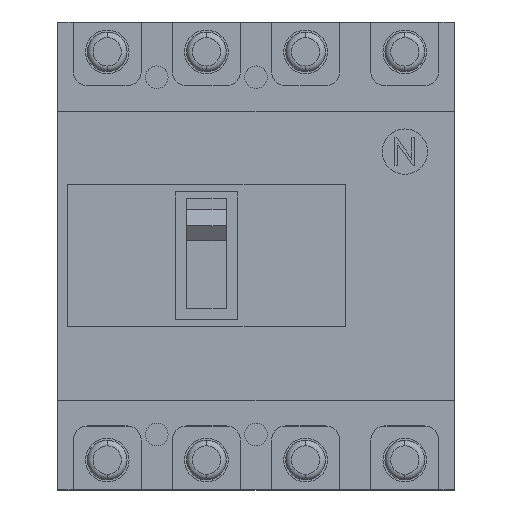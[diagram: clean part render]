
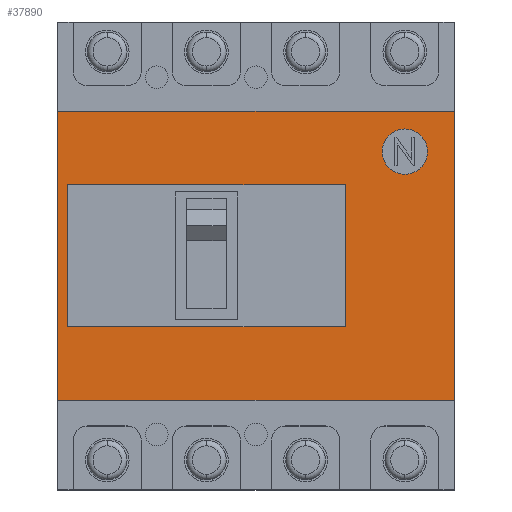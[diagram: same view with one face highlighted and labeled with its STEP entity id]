
A CAD part, top view. The second image highlights one B-rep face of the part: STEP entity #37890.
In plain terms, the highlighted planar face has unit normal (0, 0, 1).
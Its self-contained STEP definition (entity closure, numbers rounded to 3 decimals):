
#10120=CARTESIAN_POINT('',(-4178.,1809.5,-27.));
#10130=VERTEX_POINT('',#10120);
#10160=CARTESIAN_POINT('',(-4178.,0.,-27.));
#10170=DIRECTION('',(0.,-1.,0.));
#10180=VECTOR('',#10170,1.);
#10190=LINE('',#10160,#10180);
#10200=CARTESIAN_POINT('',(-4178.,1911.5,-27.));
#10210=VERTEX_POINT('',#10200);
#10220=EDGE_CURVE('',#10210,#10130,#10190,.T.);
#12440=CARTESIAN_POINT('',(-4318.,1911.5,-27.));
#12450=VERTEX_POINT('',#12440);
#12480=CARTESIAN_POINT('',(-4318.,0.,-27.));
#12490=DIRECTION('',(0.,-1.,0.));
#12500=VECTOR('',#12490,1.);
#12510=LINE('',#12480,#12500);
#12520=CARTESIAN_POINT('',(-4318.,1809.5,-27.));
#12530=VERTEX_POINT('',#12520);
#12540=EDGE_CURVE('',#12450,#12530,#12510,.T.);
#15990=CARTESIAN_POINT('',(0.,1809.5,-27.));
#16000=DIRECTION('',(-1.,0.,0.));
#16010=VECTOR('',#16000,1.);
#16020=LINE('',#15990,#16010);
#16030=EDGE_CURVE('',#10130,#12530,#16020,.T.);
#17170=CARTESIAN_POINT('',(0.,1911.5,-27.));
#17180=DIRECTION('',(1.,0.,0.));
#17190=VECTOR('',#17180,1.);
#17200=LINE('',#17170,#17190);
#17210=EDGE_CURVE('',#12450,#10210,#17200,.T.);
#22730=CARTESIAN_POINT('',(-4314.5,1885.5,-27.));
#22740=VERTEX_POINT('',#22730);
#22890=CARTESIAN_POINT('',(-4314.5,1835.5,-27.));
#22900=VERTEX_POINT('',#22890);
#22930=CARTESIAN_POINT('',(-4314.5,0.,-27.));
#22940=DIRECTION('',(0.,1.,0.));
#22950=VECTOR('',#22940,1.);
#22960=LINE('',#22930,#22950);
#22970=EDGE_CURVE('',#22900,#22740,#22960,.T.);
#23200=CARTESIAN_POINT('',(-4216.5,1835.5,-27.));
#23210=VERTEX_POINT('',#23200);
#23240=CARTESIAN_POINT('',(0.,1835.5,-27.));
#23250=DIRECTION('',(-1.,0.,0.));
#23260=VECTOR('',#23250,1.);
#23270=LINE('',#23240,#23260);
#23280=EDGE_CURVE('',#23210,#22900,#23270,.T.);
#23510=CARTESIAN_POINT('',(-4216.5,1885.5,-27.));
#23520=VERTEX_POINT('',#23510);
#23550=CARTESIAN_POINT('',(-4216.5,0.,-27.));
#23560=DIRECTION('',(0.,-1.,0.));
#23570=VECTOR('',#23560,1.);
#23580=LINE('',#23550,#23570);
#23590=EDGE_CURVE('',#23520,#23210,#23580,.T.);
#23770=CARTESIAN_POINT('',(0.,1885.5,-27.));
#23780=DIRECTION('',(1.,0.,0.));
#23790=VECTOR('',#23780,1.);
#23800=LINE('',#23770,#23790);
#23810=EDGE_CURVE('',#22740,#23520,#23800,.T.);
#37570=CARTESIAN_POINT('',(-4178.,1911.5,-27.));
#37580=DIRECTION('',(0.,0.,1.));
#37590=DIRECTION('',(0.,1.,0.));
#37600=AXIS2_PLACEMENT_3D('',#37570,#37580,#37590);
#37610=PLANE('',#37600);
#37620=ORIENTED_EDGE('',*,*,#16030,.F.);
#37630=ORIENTED_EDGE('',*,*,#12540,.T.);
#37640=ORIENTED_EDGE('',*,*,#17210,.F.);
#37650=ORIENTED_EDGE('',*,*,#10220,.F.);
#37660=EDGE_LOOP('',(#37650,#37640,#37630,#37620));
#37670=FACE_OUTER_BOUND('',#37660,.T.);
#37680=ORIENTED_EDGE('',*,*,#22970,.T.);
#37690=ORIENTED_EDGE('',*,*,#23280,.T.);
#37700=ORIENTED_EDGE('',*,*,#23590,.T.);
#37710=ORIENTED_EDGE('',*,*,#23810,.T.);
#37720=EDGE_LOOP('',(#37710,#37700,#37690,#37680));
#37730=FACE_BOUND('',#37720,.T.);
#37740=CARTESIAN_POINT('',(-4195.5,1897.25,-27.));
#37750=DIRECTION('',(0.,0.,1.));
#37760=DIRECTION('',(1.,0.,0.));
#37770=AXIS2_PLACEMENT_3D('',#37740,#37750,#37760);
#37780=CIRCLE('',#37770,8.);
#37790=CARTESIAN_POINT('',(-4187.5,1897.25,-27.));
#37800=VERTEX_POINT('',#37790);
#37810=CARTESIAN_POINT('',(-4203.5,1897.25,-27.));
#37820=VERTEX_POINT('',#37810);
#37830=EDGE_CURVE('',#37800,#37820,#37780,.T.);
#37840=ORIENTED_EDGE('',*,*,#37830,.F.);
#37850=EDGE_CURVE('',#37820,#37800,#37780,.T.);
#37860=ORIENTED_EDGE('',*,*,#37850,.F.);
#37870=EDGE_LOOP('',(#37860,#37840));
#37880=FACE_BOUND('',#37870,.T.);
#37890=ADVANCED_FACE('',(#37670,#37730,#37880),#37610,.T.);
